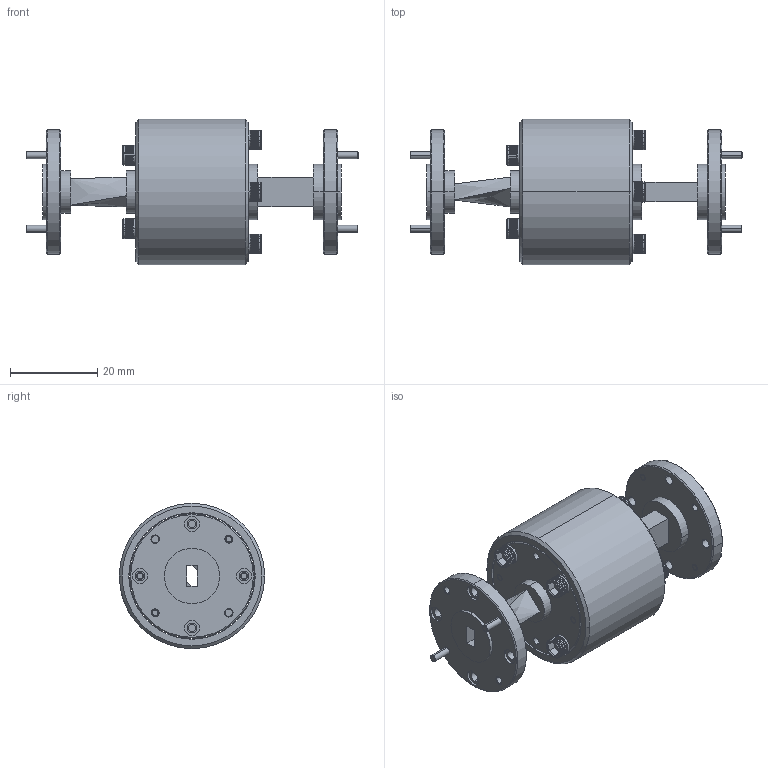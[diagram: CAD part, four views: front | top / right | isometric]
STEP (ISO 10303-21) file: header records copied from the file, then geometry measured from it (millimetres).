
FILE_DESCRIPTION (( 'STEP AP203' ), '1' );
FILE_NAME ('DMTF-19-101-1 Rev1.1, df.STEP', '2017-07-18T19:32:30', ( '' ), ( '' ), 'SwSTEP 2.0', 'SolidWorks 2013', '' );
FILE_SCHEMA (( 'CONFIG_CONTROL_DESIGN' ));
Length unit declared in the file: inch
Products named in the file (1): DMTF-19-101-1 Rev1.1, df
Bounding box: 76.02 x 33.27 x 33.27 mm (x, y, z)
Surface area: 12690.6 mm2 (no closed solid volume)
Topology: 0 solids, 32 shells, 966 faces, 3023 edges, 2083 vertices
Faces by surface type: plane 469, cylinder 396, cone 76, bspline 25
Full cylindrical faces by diameter (mm): 4.572 x1
Entity records: 36725 total; most frequent: CARTESIAN_POINT 12112, ORIENTED_EDGE 5849, DIRECTION 4202, EDGE_CURVE 2993, VERTEX_POINT 2083, AXIS2_PLACEMENT_3D 1751, B_SPLINE_CURVE_WITH_KNOTS 1418, EDGE_LOOP 1046
